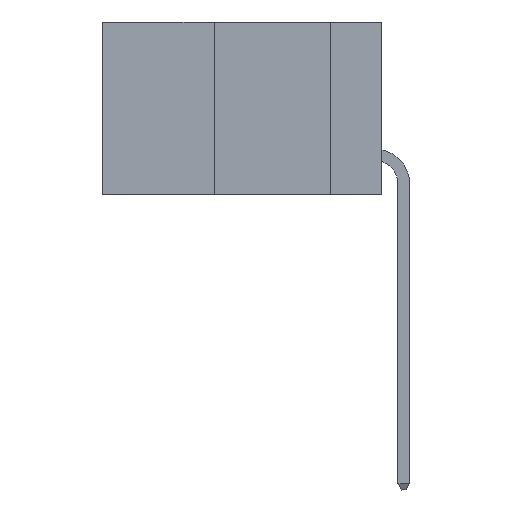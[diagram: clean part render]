
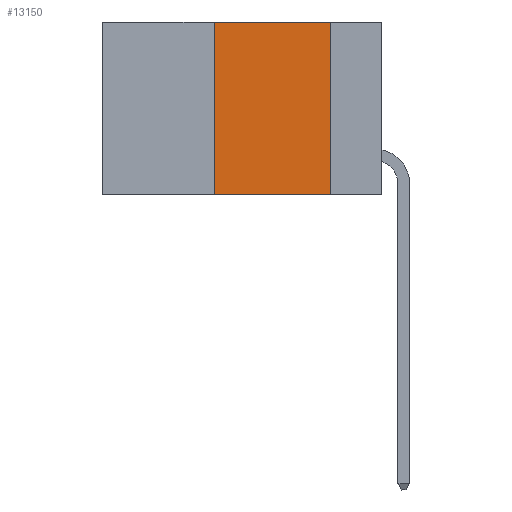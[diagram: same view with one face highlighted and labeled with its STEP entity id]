
A CAD part, left-side view. The second image highlights one B-rep face of the part: STEP entity #13150.
In plain terms, the highlighted planar face has unit normal (-1, 0, 0).
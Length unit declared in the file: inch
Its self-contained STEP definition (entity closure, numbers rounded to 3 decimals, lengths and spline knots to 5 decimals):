
#326 = CARTESIAN_POINT ( 'NONE',  ( 0., 0.6, 0. ) ) ;
#473 = VECTOR ( 'NONE', #17206, 39.37008 ) ;
#1025 = ORIENTED_EDGE ( 'NONE', *, *, #9449, .F. ) ;
#1064 = VERTEX_POINT ( 'NONE', #11069 ) ;
#1370 = LINE ( 'NONE', #1400, #9108 ) ;
#1400 = CARTESIAN_POINT ( 'NONE',  ( 0., 0.6, 0. ) ) ;
#1884 = DIRECTION ( 'NONE',  ( 0., 0., -1. ) ) ;
#1885 = ORIENTED_EDGE ( 'NONE', *, *, #14794, .T. ) ;
#3131 = FACE_OUTER_BOUND ( 'NONE', #6743, .T. ) ;
#3329 = DIRECTION ( 'NONE',  ( 0., 0., -1. ) ) ;
#3860 = VECTOR ( 'NONE', #3329, 39.37008 ) ;
#3944 = ORIENTED_EDGE ( 'NONE', *, *, #16572, .F. ) ;
#4345 = LINE ( 'NONE', #13230, #3860 ) ;
#4843 = ORIENTED_EDGE ( 'NONE', *, *, #11757, .F. ) ;
#5166 = CARTESIAN_POINT ( 'NONE',  ( 0., 0.11, 0. ) ) ;
#6270 = CARTESIAN_POINT ( 'NONE',  ( 0., 0.6, -0.37 ) ) ;
#6743 = EDGE_LOOP ( 'NONE', ( #4843, #1025, #3944, #1885 ) ) ;
#6923 = CARTESIAN_POINT ( 'NONE',  ( 0., 0.36, 0. ) ) ;
#7732 = VERTEX_POINT ( 'NONE', #15438 ) ;
#7835 = LINE ( 'NONE', #6923, #14659 ) ;
#9108 = VECTOR ( 'NONE', #15506, 39.37008 ) ;
#9120 = PLANE ( 'NONE',  #15522 ) ;
#9449 = EDGE_CURVE ( 'NONE', #15273, #12749, #1370, .T. ) ;
#9786 = DIRECTION ( 'NONE',  ( 0., 0., 1. ) ) ;
#10550 = DIRECTION ( 'NONE',  ( 1., 0., 0. ) ) ;
#11069 = CARTESIAN_POINT ( 'NONE',  ( 0., 0.36, -0.37 ) ) ;
#11500 = CARTESIAN_POINT ( 'NONE',  ( 0., 0.36, 0. ) ) ;
#11757 = EDGE_CURVE ( 'NONE', #12749, #7732, #4345, .T. ) ;
#12749 = VERTEX_POINT ( 'NONE', #5166 ) ;
#13150 = ADVANCED_FACE ( 'NONE', ( #3131 ), #9120, .F. ) ;
#13230 = CARTESIAN_POINT ( 'NONE',  ( 0., 0.11, 0. ) ) ;
#14659 = VECTOR ( 'NONE', #9786, 39.37008 ) ;
#14794 = EDGE_CURVE ( 'NONE', #1064, #7732, #15550, .T. ) ;
#15273 = VERTEX_POINT ( 'NONE', #11500 ) ;
#15438 = CARTESIAN_POINT ( 'NONE',  ( 0., 0.11, -0.37 ) ) ;
#15506 = DIRECTION ( 'NONE',  ( 0., -1., 0. ) ) ;
#15522 = AXIS2_PLACEMENT_3D ( 'NONE', #326, #10550, #1884 ) ;
#15550 = LINE ( 'NONE', #6270, #473 ) ;
#16572 = EDGE_CURVE ( 'NONE', #1064, #15273, #7835, .T. ) ;
#17206 = DIRECTION ( 'NONE',  ( 0., -1., 0. ) ) ;
